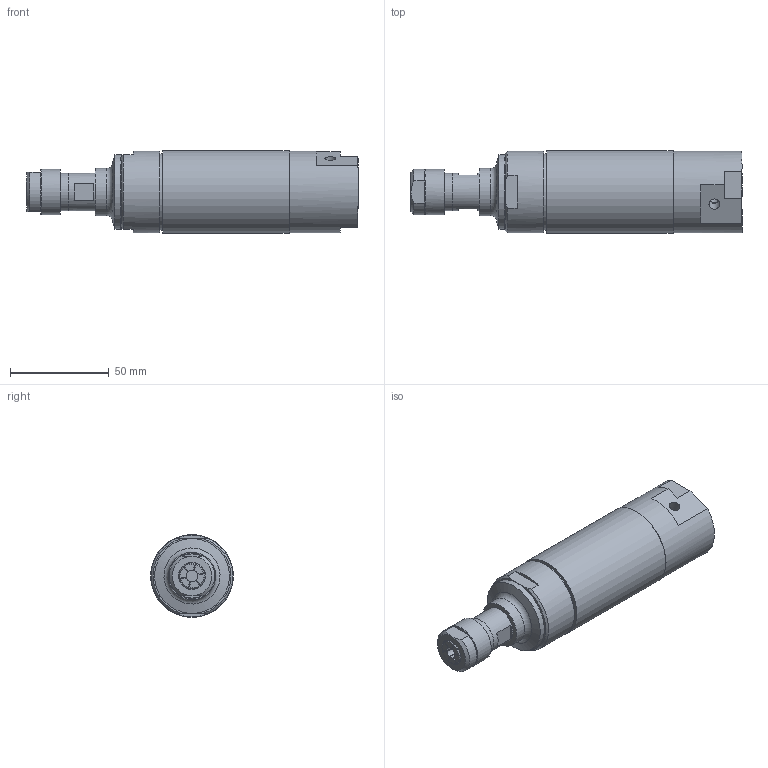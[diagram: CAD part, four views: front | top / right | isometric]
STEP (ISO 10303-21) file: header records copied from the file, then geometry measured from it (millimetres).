
FILE_DESCRIPTION(/* description */ (''),/* implementation_level */ '2;1');
FILE_NAME(/* name */ 'EBM 19000 S-ST_60054917.stp',/* time_stamp */ '2016-09-13T15:51:03+02:00',/* author */ ('rmorof'),/* organization */ (''),/* preprocessor_version */ 'ST-DEVELOPER v16.1',/* originating_system */ 'Autodesk Inventor 2016',/* authorisation */ '');
FILE_SCHEMA (('AUTOMOTIVE_DESIGN { 1 0 10303 214 3 1 1 }'));
Length unit declared in the file: millimetre
Products named in the file (1): EBM 19000 S-ST_60054917
Bounding box: 168.42 x 42 x 42 mm (x, y, z)
Volume: 175399.5 mm3; surface area: 31023.2 mm2
Topology: 1 solids, 3 shells, 293 faces, 831 edges, 533 vertices
Faces by surface type: plane 175, cylinder 56, cone 54, bspline 7, torus 1
Full cylindrical faces by diameter (mm): 4 x1, 4.459 x1, 5.5 x1, 6 x3, 10.5 x1, 11.445 x4, 17.917 x1, 18.98 x1, 19 x3, 19.5 x1, 23 x1, 24 x1, 38 x1, 38.786 x1, 41.5 x2, 42 x1
Entity records: 9508 total; most frequent: CARTESIAN_POINT 2107, ORIENTED_EDGE 1526, DIRECTION 1421, EDGE_CURVE 763, AXIS2_PLACEMENT_3D 534, VERTEX_POINT 509, EDGE_LOOP 362, LINE 353
